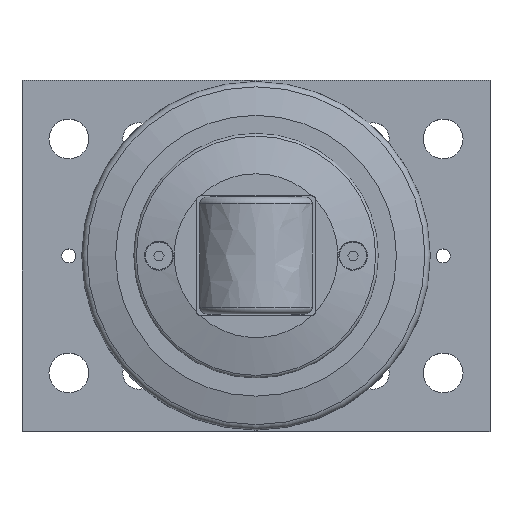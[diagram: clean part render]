
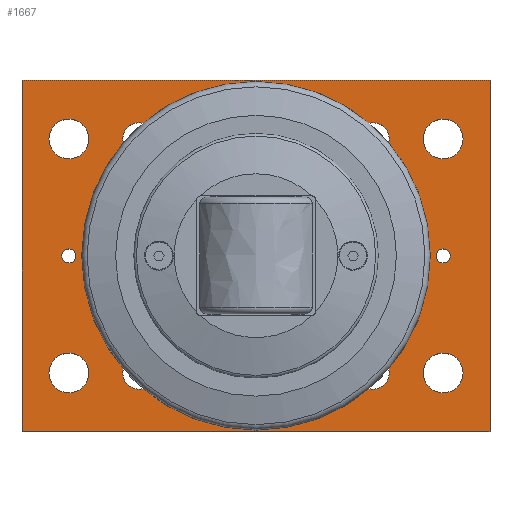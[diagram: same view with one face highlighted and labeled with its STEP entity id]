
A CAD part, top view. The second image highlights one B-rep face of the part: STEP entity #1667.
In plain terms, the highlighted planar face has unit normal (0, 0, 1).
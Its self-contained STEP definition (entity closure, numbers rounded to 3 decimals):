
#83=FACE_BOUND('',#369,.T.);
#84=FACE_BOUND('',#370,.T.);
#85=FACE_BOUND('',#371,.T.);
#86=FACE_BOUND('',#372,.T.);
#87=FACE_BOUND('',#373,.T.);
#88=FACE_BOUND('',#374,.T.);
#89=FACE_BOUND('',#375,.T.);
#90=FACE_BOUND('',#376,.T.);
#91=FACE_BOUND('',#377,.T.);
#92=FACE_BOUND('',#378,.T.);
#93=FACE_BOUND('',#379,.T.);
#180=CIRCLE('',#1853,51.);
#181=CIRCLE('',#1855,3.);
#182=CIRCLE('',#1856,3.);
#183=CIRCLE('',#1857,8.5);
#184=CIRCLE('',#1858,8.5);
#185=CIRCLE('',#1859,8.5);
#186=CIRCLE('',#1860,8.5);
#187=CIRCLE('',#1861,6.918);
#188=CIRCLE('',#1862,6.918);
#189=CIRCLE('',#1863,6.918);
#190=CIRCLE('',#1864,6.918);
#191=CIRCLE('',#1865,6.918);
#192=CIRCLE('',#1866,6.918);
#193=CIRCLE('',#1867,6.918);
#194=CIRCLE('',#1868,6.918);
#271=FACE_OUTER_BOUND('',#368,.T.);
#368=EDGE_LOOP('',(#1419,#1420,#1421,#1422));
#369=EDGE_LOOP('',(#1423));
#370=EDGE_LOOP('',(#1424));
#371=EDGE_LOOP('',(#1425));
#372=EDGE_LOOP('',(#1426));
#373=EDGE_LOOP('',(#1427));
#374=EDGE_LOOP('',(#1428));
#375=EDGE_LOOP('',(#1429));
#376=EDGE_LOOP('',(#1430,#1431));
#377=EDGE_LOOP('',(#1432,#1433));
#378=EDGE_LOOP('',(#1434,#1435));
#379=EDGE_LOOP('',(#1436,#1437));
#497=LINE('',#2974,#620);
#498=LINE('',#2976,#621);
#499=LINE('',#2978,#622);
#500=LINE('',#2979,#623);
#620=VECTOR('',#2275,10.);
#621=VECTOR('',#2276,10.);
#622=VECTOR('',#2277,10.);
#623=VECTOR('',#2278,10.);
#780=VERTEX_POINT('',#2968);
#781=VERTEX_POINT('',#2972);
#782=VERTEX_POINT('',#2973);
#783=VERTEX_POINT('',#2975);
#784=VERTEX_POINT('',#2977);
#785=VERTEX_POINT('',#2980);
#786=VERTEX_POINT('',#2982);
#787=VERTEX_POINT('',#2984);
#788=VERTEX_POINT('',#2986);
#789=VERTEX_POINT('',#2988);
#790=VERTEX_POINT('',#2990);
#791=VERTEX_POINT('',#2992);
#792=VERTEX_POINT('',#2993);
#793=VERTEX_POINT('',#2996);
#794=VERTEX_POINT('',#2997);
#795=VERTEX_POINT('',#3000);
#796=VERTEX_POINT('',#3001);
#797=VERTEX_POINT('',#3004);
#798=VERTEX_POINT('',#3005);
#1002=EDGE_CURVE('',#780,#780,#180,.T.);
#1003=EDGE_CURVE('',#781,#782,#497,.T.);
#1004=EDGE_CURVE('',#783,#781,#498,.T.);
#1005=EDGE_CURVE('',#784,#783,#499,.T.);
#1006=EDGE_CURVE('',#782,#784,#500,.T.);
#1007=EDGE_CURVE('',#785,#785,#181,.T.);
#1008=EDGE_CURVE('',#786,#786,#182,.T.);
#1009=EDGE_CURVE('',#787,#787,#183,.T.);
#1010=EDGE_CURVE('',#788,#788,#184,.T.);
#1011=EDGE_CURVE('',#789,#789,#185,.T.);
#1012=EDGE_CURVE('',#790,#790,#186,.T.);
#1013=EDGE_CURVE('',#791,#792,#187,.T.);
#1014=EDGE_CURVE('',#792,#791,#188,.T.);
#1015=EDGE_CURVE('',#793,#794,#189,.T.);
#1016=EDGE_CURVE('',#794,#793,#190,.T.);
#1017=EDGE_CURVE('',#795,#796,#191,.T.);
#1018=EDGE_CURVE('',#796,#795,#192,.T.);
#1019=EDGE_CURVE('',#797,#798,#193,.T.);
#1020=EDGE_CURVE('',#798,#797,#194,.T.);
#1419=ORIENTED_EDGE('',*,*,#1003,.F.);
#1420=ORIENTED_EDGE('',*,*,#1004,.F.);
#1421=ORIENTED_EDGE('',*,*,#1005,.F.);
#1422=ORIENTED_EDGE('',*,*,#1006,.F.);
#1423=ORIENTED_EDGE('',*,*,#1002,.T.);
#1424=ORIENTED_EDGE('',*,*,#1007,.T.);
#1425=ORIENTED_EDGE('',*,*,#1008,.T.);
#1426=ORIENTED_EDGE('',*,*,#1009,.T.);
#1427=ORIENTED_EDGE('',*,*,#1010,.T.);
#1428=ORIENTED_EDGE('',*,*,#1011,.T.);
#1429=ORIENTED_EDGE('',*,*,#1012,.T.);
#1430=ORIENTED_EDGE('',*,*,#1013,.T.);
#1431=ORIENTED_EDGE('',*,*,#1014,.T.);
#1432=ORIENTED_EDGE('',*,*,#1015,.T.);
#1433=ORIENTED_EDGE('',*,*,#1016,.T.);
#1434=ORIENTED_EDGE('',*,*,#1017,.T.);
#1435=ORIENTED_EDGE('',*,*,#1018,.T.);
#1436=ORIENTED_EDGE('',*,*,#1019,.T.);
#1437=ORIENTED_EDGE('',*,*,#1020,.T.);
#1589=PLANE('',#1854);
#1667=ADVANCED_FACE('',(#271,#83,#84,#85,#86,#87,#88,#89,#90,#91,#92,#93),
#1589,.T.);
#1853=AXIS2_PLACEMENT_3D('',#2970,#2271,#2272);
#1854=AXIS2_PLACEMENT_3D('',#2971,#2273,#2274);
#1855=AXIS2_PLACEMENT_3D('',#2981,#2279,#2280);
#1856=AXIS2_PLACEMENT_3D('',#2983,#2281,#2282);
#1857=AXIS2_PLACEMENT_3D('',#2985,#2283,#2284);
#1858=AXIS2_PLACEMENT_3D('',#2987,#2285,#2286);
#1859=AXIS2_PLACEMENT_3D('',#2989,#2287,#2288);
#1860=AXIS2_PLACEMENT_3D('',#2991,#2289,#2290);
#1861=AXIS2_PLACEMENT_3D('',#2994,#2291,#2292);
#1862=AXIS2_PLACEMENT_3D('',#2995,#2293,#2294);
#1863=AXIS2_PLACEMENT_3D('',#2998,#2295,#2296);
#1864=AXIS2_PLACEMENT_3D('',#2999,#2297,#2298);
#1865=AXIS2_PLACEMENT_3D('',#3002,#2299,#2300);
#1866=AXIS2_PLACEMENT_3D('',#3003,#2301,#2302);
#1867=AXIS2_PLACEMENT_3D('',#3006,#2303,#2304);
#1868=AXIS2_PLACEMENT_3D('',#3007,#2305,#2306);
#2271=DIRECTION('center_axis',(0.,0.,-1.));
#2272=DIRECTION('ref_axis',(-1.,0.,0.));
#2273=DIRECTION('center_axis',(0.,0.,1.));
#2274=DIRECTION('ref_axis',(1.,0.,0.));
#2275=DIRECTION('',(0.,1.,0.));
#2276=DIRECTION('',(-1.,0.,0.));
#2277=DIRECTION('',(0.,-1.,0.));
#2278=DIRECTION('',(1.,0.,0.));
#2279=DIRECTION('center_axis',(0.,0.,-1.));
#2280=DIRECTION('ref_axis',(-1.,0.,0.));
#2281=DIRECTION('center_axis',(0.,0.,-1.));
#2282=DIRECTION('ref_axis',(-1.,0.,0.));
#2283=DIRECTION('center_axis',(0.,0.,-1.));
#2284=DIRECTION('ref_axis',(-1.,0.,0.));
#2285=DIRECTION('center_axis',(0.,0.,-1.));
#2286=DIRECTION('ref_axis',(-1.,0.,0.));
#2287=DIRECTION('center_axis',(0.,0.,-1.));
#2288=DIRECTION('ref_axis',(-1.,0.,0.));
#2289=DIRECTION('center_axis',(0.,0.,-1.));
#2290=DIRECTION('ref_axis',(-1.,0.,0.));
#2291=DIRECTION('center_axis',(0.,0.,-1.));
#2292=DIRECTION('ref_axis',(1.,0.,0.));
#2293=DIRECTION('center_axis',(0.,0.,-1.));
#2294=DIRECTION('ref_axis',(1.,0.,0.));
#2295=DIRECTION('center_axis',(0.,0.,-1.));
#2296=DIRECTION('ref_axis',(1.,0.,0.));
#2297=DIRECTION('center_axis',(0.,0.,-1.));
#2298=DIRECTION('ref_axis',(1.,0.,0.));
#2299=DIRECTION('center_axis',(0.,0.,-1.));
#2300=DIRECTION('ref_axis',(1.,0.,0.));
#2301=DIRECTION('center_axis',(0.,0.,-1.));
#2302=DIRECTION('ref_axis',(1.,0.,0.));
#2303=DIRECTION('center_axis',(0.,0.,-1.));
#2304=DIRECTION('ref_axis',(1.,0.,0.));
#2305=DIRECTION('center_axis',(0.,0.,-1.));
#2306=DIRECTION('ref_axis',(1.,0.,0.));
#2968=CARTESIAN_POINT('',(151.,75.,20.));
#2970=CARTESIAN_POINT('Origin',(100.,75.,20.));
#2971=CARTESIAN_POINT('Origin',(100.,75.,20.));
#2972=CARTESIAN_POINT('',(0.,0.,20.));
#2973=CARTESIAN_POINT('',(0.,150.,20.));
#2974=CARTESIAN_POINT('',(0.,150.,20.));
#2975=CARTESIAN_POINT('',(200.,0.,20.));
#2976=CARTESIAN_POINT('',(0.,0.,20.));
#2977=CARTESIAN_POINT('',(200.,150.,20.));
#2978=CARTESIAN_POINT('',(200.,0.,20.));
#2979=CARTESIAN_POINT('',(200.,150.,20.));
#2980=CARTESIAN_POINT('',(23.,75.,20.));
#2981=CARTESIAN_POINT('Origin',(20.,75.,20.));
#2982=CARTESIAN_POINT('',(183.,75.,20.));
#2983=CARTESIAN_POINT('Origin',(180.,75.,20.));
#2984=CARTESIAN_POINT('',(188.5,125.,20.));
#2985=CARTESIAN_POINT('Origin',(180.,125.,20.));
#2986=CARTESIAN_POINT('',(188.5,25.,20.));
#2987=CARTESIAN_POINT('Origin',(180.,25.,20.));
#2988=CARTESIAN_POINT('',(28.5,125.,20.));
#2989=CARTESIAN_POINT('Origin',(20.,125.,20.));
#2990=CARTESIAN_POINT('',(28.5,25.,20.));
#2991=CARTESIAN_POINT('Origin',(20.,25.,20.));
#2992=CARTESIAN_POINT('',(56.918,125.,20.));
#2993=CARTESIAN_POINT('',(43.083,125.,20.));
#2994=CARTESIAN_POINT('Origin',(50.,125.,20.));
#2995=CARTESIAN_POINT('Origin',(50.,125.,20.));
#2996=CARTESIAN_POINT('',(156.918,125.,20.));
#2997=CARTESIAN_POINT('',(143.083,125.,20.));
#2998=CARTESIAN_POINT('Origin',(150.,125.,20.));
#2999=CARTESIAN_POINT('Origin',(150.,125.,20.));
#3000=CARTESIAN_POINT('',(156.918,25.,20.));
#3001=CARTESIAN_POINT('',(143.083,25.,20.));
#3002=CARTESIAN_POINT('Origin',(150.,25.,20.));
#3003=CARTESIAN_POINT('Origin',(150.,25.,20.));
#3004=CARTESIAN_POINT('',(56.918,25.,20.));
#3005=CARTESIAN_POINT('',(43.083,25.,20.));
#3006=CARTESIAN_POINT('Origin',(50.,25.,20.));
#3007=CARTESIAN_POINT('Origin',(50.,25.,20.));
